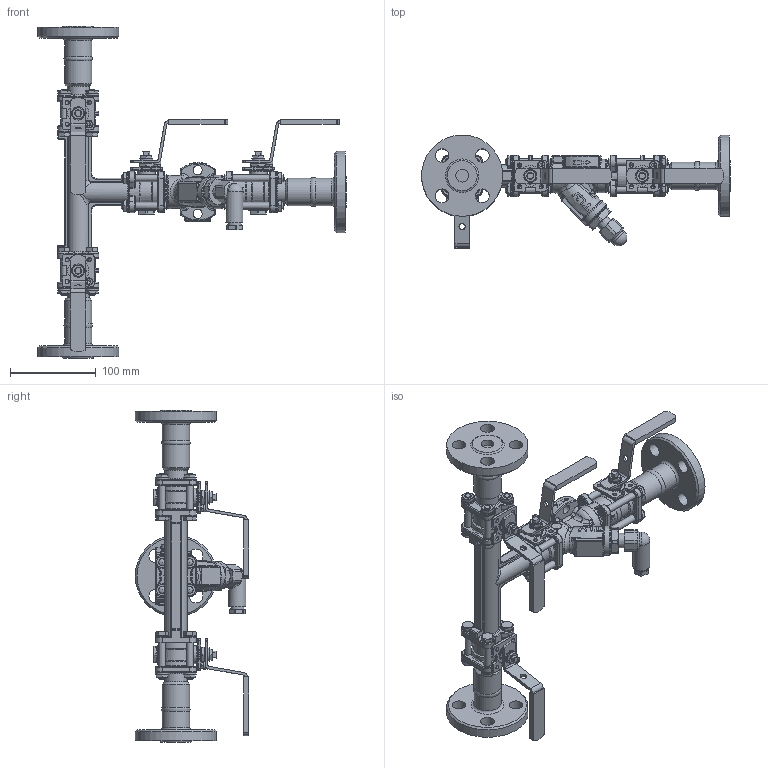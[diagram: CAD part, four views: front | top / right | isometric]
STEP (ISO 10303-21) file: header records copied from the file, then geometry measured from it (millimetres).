
FILE_DESCRIPTION(/* description */ (''),/* implementation_level */ '2;1');
FILE_NAME(/* name */ 'qs18t-015-a0300-01.stp',/* time_stamp */ '2025-04-18T11:43:01+09:00',/* author */ ('asada'),/* organization */ (''),/* preprocessor_version */ 'ST-DEVELOPER v20',/* originating_system */ 'Autodesk Inventor 2022',/* authorisation */ '');
FILE_SCHEMA (('AUTOMOTIVE_DESIGN { 1 0 10303 214 3 1 1 }'));
Products named in the file (1): 15A-ASME-300-QS18-T_BD2N_SYM
Bounding box: 361 x 132.5 x 388 mm (x, y, z)
Volume: 1059219.5 mm3; surface area: 247596.5 mm2
Topology: 1 solids, 11 shells, 3044 faces, 7483 edges, 4509 vertices
Faces by surface type: plane 1053, cylinder 881, cone 478, bspline 340, torus 237, sphere 55
Full cylindrical faces by diameter (mm): 5 x16, 7 x1, 7.5 x4, 8 x40, 8.4 x20, 8.5 x4, 8.7 x28, 9 x4, 9.3 x4, 10 x1, 10.2 x4, 10.5 x2, 11.63 x8, 14.5 x4, 14.9 x4, 15 x4, 15.5 x20, 16 x18, 17.5 x4, 20 x1, 22 x4, 24 x1, 24.2 x1, 24.5 x4, 25 x1, 26 x3, 29 x1, 32 x6, 34 x1, 35.6 x1
Entity records: 106361 total; most frequent: CARTESIAN_POINT 37456, ORIENTED_EDGE 14744, DIRECTION 13687, EDGE_CURVE 7372, AXIS2_PLACEMENT_3D 5659, VERTEX_POINT 4509, EDGE_LOOP 3337, FACE_OUTER_BOUND 3044
